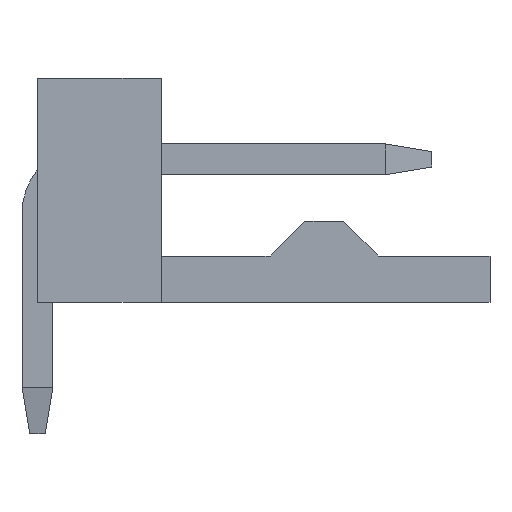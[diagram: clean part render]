
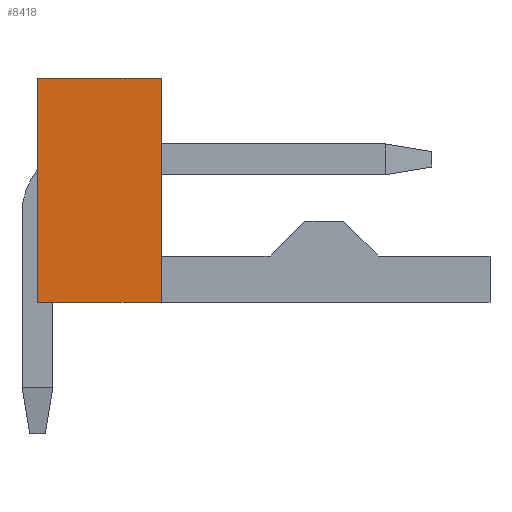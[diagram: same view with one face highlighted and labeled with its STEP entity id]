
A CAD part, left-side view. The second image highlights one B-rep face of the part: STEP entity #8418.
In plain terms, the highlighted planar face has unit normal (-1, 0, 0).
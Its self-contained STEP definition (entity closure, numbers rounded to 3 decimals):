
#176 = VERTEX_POINT ( 'NONE', #1743 ) ;
#293 = ORIENTED_EDGE ( 'NONE', *, *, #3344, .F. ) ;
#532 = EDGE_CURVE ( 'NONE', #6655, #1070, #2548, .T. ) ;
#857 = FACE_OUTER_BOUND ( 'NONE', #2458, .T. ) ;
#1070 = VERTEX_POINT ( 'NONE', #2242 ) ;
#1178 = VECTOR ( 'NONE', #4950, 1000. ) ;
#1743 = CARTESIAN_POINT ( 'NONE',  ( -3.81, 2.5, 0. ) ) ;
#1881 = AXIS2_PLACEMENT_3D ( 'NONE', #4058, #7397, #5273 ) ;
#1889 = LINE ( 'NONE', #7031, #5327 ) ;
#2242 = CARTESIAN_POINT ( 'NONE',  ( -3.81, 2.5, 5.8 ) ) ;
#2383 = DIRECTION ( 'NONE',  ( 0., 1., 0. ) ) ;
#2458 = EDGE_LOOP ( 'NONE', ( #6314, #5858, #4125, #293 ) ) ;
#2484 = CARTESIAN_POINT ( 'NONE',  ( -3.81, 5.7, 0. ) ) ;
#2548 = LINE ( 'NONE', #7137, #8502 ) ;
#2975 = LINE ( 'NONE', #5601, #1178 ) ;
#3344 = EDGE_CURVE ( 'NONE', #6117, #6655, #2975, .T. ) ;
#4058 = CARTESIAN_POINT ( 'NONE',  ( -3.81, 0., 0. ) ) ;
#4125 = ORIENTED_EDGE ( 'NONE', *, *, #532, .F. ) ;
#4253 = EDGE_CURVE ( 'NONE', #176, #6117, #5011, .T. ) ;
#4840 = VECTOR ( 'NONE', #2383, 1000. ) ;
#4950 = DIRECTION ( 'NONE',  ( 0., 0., 1. ) ) ;
#5011 = LINE ( 'NONE', #7532, #4840 ) ;
#5181 = DIRECTION ( 'NONE',  ( 0., -1., 0. ) ) ;
#5273 = DIRECTION ( 'NONE',  ( 0., 0., 1. ) ) ;
#5327 = VECTOR ( 'NONE', #7770, 1000. ) ;
#5428 = CARTESIAN_POINT ( 'NONE',  ( -3.81, 5.7, 5.8 ) ) ;
#5601 = CARTESIAN_POINT ( 'NONE',  ( -3.81, 5.7, 5.8 ) ) ;
#5858 = ORIENTED_EDGE ( 'NONE', *, *, #7404, .F. ) ;
#6117 = VERTEX_POINT ( 'NONE', #2484 ) ;
#6314 = ORIENTED_EDGE ( 'NONE', *, *, #4253, .F. ) ;
#6655 = VERTEX_POINT ( 'NONE', #5428 ) ;
#7031 = CARTESIAN_POINT ( 'NONE',  ( -3.81, 2.5, 1.2 ) ) ;
#7137 = CARTESIAN_POINT ( 'NONE',  ( -3.81, 2.5, 5.8 ) ) ;
#7359 = PLANE ( 'NONE',  #1881 ) ;
#7397 = DIRECTION ( 'NONE',  ( -1., 0., 0. ) ) ;
#7404 = EDGE_CURVE ( 'NONE', #1070, #176, #1889, .T. ) ;
#7532 = CARTESIAN_POINT ( 'NONE',  ( -3.81, 5.7, 0. ) ) ;
#7770 = DIRECTION ( 'NONE',  ( 0., 0., -1. ) ) ;
#8418 = ADVANCED_FACE ( 'NONE', ( #857 ), #7359, .T. ) ;
#8502 = VECTOR ( 'NONE', #5181, 1000. ) ;
